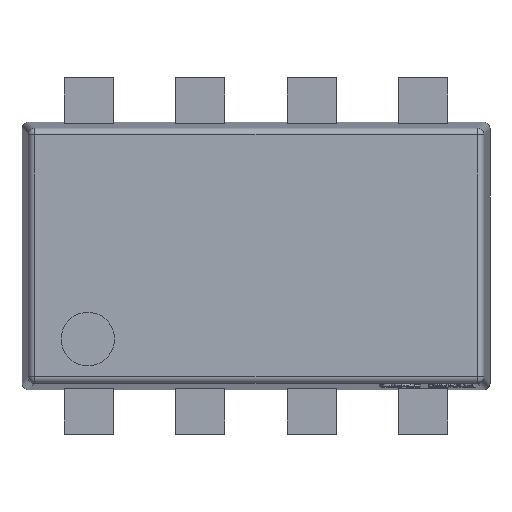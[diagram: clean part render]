
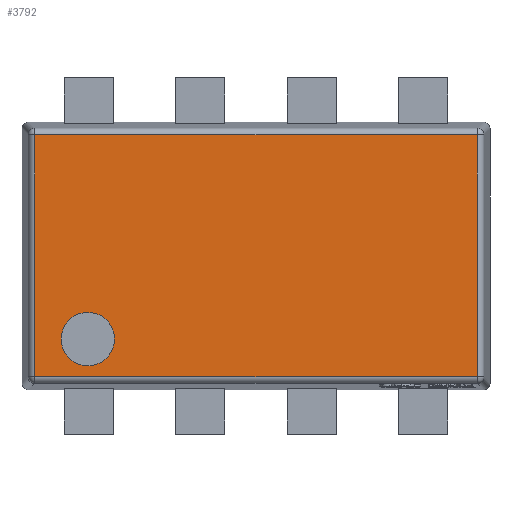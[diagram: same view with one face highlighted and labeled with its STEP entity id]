
A CAD part, top view. The second image highlights one B-rep face of the part: STEP entity #3792.
In plain terms, the highlighted planar face has unit normal (0, 0, 1).
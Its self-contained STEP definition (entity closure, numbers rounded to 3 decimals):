
#26 = EDGE_CURVE ( 'NONE', #11876, #241, #6333, .T. ) ;
#72 = EDGE_CURVE ( 'NONE', #10034, #4398, #377, .T. ) ;
#241 = VERTEX_POINT ( 'NONE', #6871 ) ;
#353 = CARTESIAN_POINT ( 'NONE',  ( 0.993, 0.543, 0.55 ) ) ;
#377 = LINE ( 'NONE', #11507, #6121 ) ;
#785 = EDGE_LOOP ( 'NONE', ( #6322, #4221, #4606, #4738 ) ) ;
#1605 = EDGE_CURVE ( 'NONE', #12487, #10034, #6435, .T. ) ;
#1634 = CIRCLE ( 'NONE', #9622, 0.12 ) ;
#1970 = EDGE_CURVE ( 'NONE', #241, #11876, #1634, .T. ) ;
#2047 = DIRECTION ( 'NONE',  ( 0., -1., 0. ) ) ;
#3121 = AXIS2_PLACEMENT_3D ( 'NONE', #13971, #9752, #12014 ) ;
#3205 = CARTESIAN_POINT ( 'NONE',  ( -0.993, -0.571, 0.55 ) ) ;
#3327 = CARTESIAN_POINT ( 'NONE',  ( -0.755, -0.374, 0.55 ) ) ;
#3575 = CARTESIAN_POINT ( 'NONE',  ( -0.993, 0.543, 0.55 ) ) ;
#3658 = DIRECTION ( 'NONE',  ( -1., 0., 0. ) ) ;
#3792 = ADVANCED_FACE ( 'NONE', ( #12690, #7173 ), #12829, .T. ) ;
#3822 = VECTOR ( 'NONE', #3658, 1000. ) ;
#4221 = ORIENTED_EDGE ( 'NONE', *, *, #72, .T. ) ;
#4398 = VERTEX_POINT ( 'NONE', #11055 ) ;
#4536 = CARTESIAN_POINT ( 'NONE',  ( -1.021, 0.543, 0.55 ) ) ;
#4606 = ORIENTED_EDGE ( 'NONE', *, *, #6828, .T. ) ;
#4678 = VECTOR ( 'NONE', #11116, 1000. ) ;
#4738 = ORIENTED_EDGE ( 'NONE', *, *, #14073, .T. ) ;
#4759 = LINE ( 'NONE', #4536, #3822 ) ;
#5189 = CARTESIAN_POINT ( 'NONE',  ( 0., 0., 0.55 ) ) ;
#6121 = VECTOR ( 'NONE', #8220, 1000. ) ;
#6322 = ORIENTED_EDGE ( 'NONE', *, *, #1605, .T. ) ;
#6333 = CIRCLE ( 'NONE', #3121, 0.12 ) ;
#6435 = LINE ( 'NONE', #3205, #10250 ) ;
#6828 = EDGE_CURVE ( 'NONE', #4398, #7049, #10073, .T. ) ;
#6871 = CARTESIAN_POINT ( 'NONE',  ( -0.635, -0.374, 0.55 ) ) ;
#6951 = CARTESIAN_POINT ( 'NONE',  ( 0.993, 0.571, 0.55 ) ) ;
#7049 = VERTEX_POINT ( 'NONE', #353 ) ;
#7173 = FACE_OUTER_BOUND ( 'NONE', #785, .T. ) ;
#8220 = DIRECTION ( 'NONE',  ( 1., 0., 0. ) ) ;
#8345 = ORIENTED_EDGE ( 'NONE', *, *, #1970, .F. ) ;
#9622 = AXIS2_PLACEMENT_3D ( 'NONE', #3327, #10740, #10816 ) ;
#9752 = DIRECTION ( 'NONE',  ( 0., 0., 1. ) ) ;
#10034 = VERTEX_POINT ( 'NONE', #10900 ) ;
#10073 = LINE ( 'NONE', #6951, #4678 ) ;
#10250 = VECTOR ( 'NONE', #2047, 1000. ) ;
#10631 = DIRECTION ( 'NONE',  ( 0., 0., 1. ) ) ;
#10740 = DIRECTION ( 'NONE',  ( 0., 0., 1. ) ) ;
#10816 = DIRECTION ( 'NONE',  ( 1., 0., 0. ) ) ;
#10900 = CARTESIAN_POINT ( 'NONE',  ( -0.993, -0.543, 0.55 ) ) ;
#11055 = CARTESIAN_POINT ( 'NONE',  ( 0.993, -0.543, 0.55 ) ) ;
#11116 = DIRECTION ( 'NONE',  ( 0., 1., 0. ) ) ;
#11498 = DIRECTION ( 'NONE',  ( 1., 0., 0. ) ) ;
#11507 = CARTESIAN_POINT ( 'NONE',  ( 1.021, -0.543, 0.55 ) ) ;
#11566 = AXIS2_PLACEMENT_3D ( 'NONE', #5189, #10631, #11498 ) ;
#11876 = VERTEX_POINT ( 'NONE', #12376 ) ;
#12014 = DIRECTION ( 'NONE',  ( 1., 0., 0. ) ) ;
#12376 = CARTESIAN_POINT ( 'NONE',  ( -0.875, -0.374, 0.55 ) ) ;
#12487 = VERTEX_POINT ( 'NONE', #3575 ) ;
#12690 = FACE_BOUND ( 'NONE', #13214, .T. ) ;
#12807 = ORIENTED_EDGE ( 'NONE', *, *, #26, .F. ) ;
#12829 = PLANE ( 'NONE',  #11566 ) ;
#13214 = EDGE_LOOP ( 'NONE', ( #12807, #8345 ) ) ;
#13971 = CARTESIAN_POINT ( 'NONE',  ( -0.755, -0.374, 0.55 ) ) ;
#14073 = EDGE_CURVE ( 'NONE', #7049, #12487, #4759, .T. ) ;
